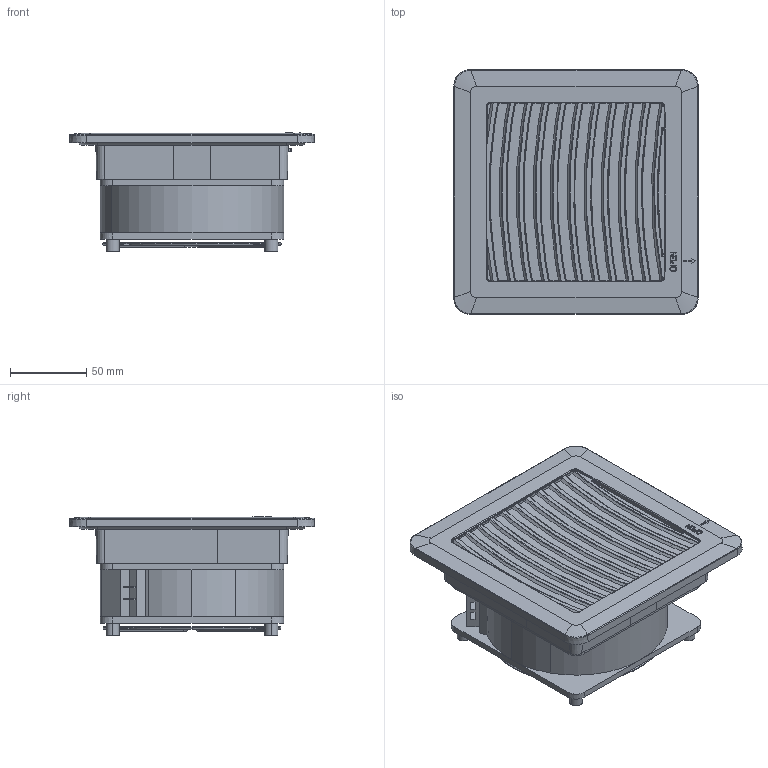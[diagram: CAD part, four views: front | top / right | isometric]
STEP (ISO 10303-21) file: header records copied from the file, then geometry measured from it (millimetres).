
FILE_DESCRIPTION(('CATIA V5 STEP Exchange'),'2;1');
FILE_NAME('Filter16 DEMO.stp','2019-11-11T15:47:23+00:00',('none'),('none'),'CATIA Version 5 Release 20 SP 1 (IN-10)','CATIA V5 STEP AP203','none');
FILE_SCHEMA(('CONFIG_CONTROL_DESIGN'));
Length unit declared in the file: millimetre
Products named in the file (1): Filter16 DEMO
Bounding box: 160 x 160.24 x 77.6 mm (x, y, z)
Volume: 984779.8 mm3; surface area: 114638.8 mm2
Topology: 1 solids, 1 shells, 1263 faces, 3435 edges, 2172 vertices
Faces by surface type: plane 541, bspline 495, cylinder 109, torus 92, cone 16, sphere 6, extrusion 4
Entity records: 57848 total; most frequent: CARTESIAN_POINT 31797, ORIENTED_EDGE 6836, EDGE_CURVE 3418, DIRECTION 2850, VERTEX_POINT 2172, B_SPLINE_CURVE_WITH_KNOTS 1698, VECTOR 1430, LINE 1426
